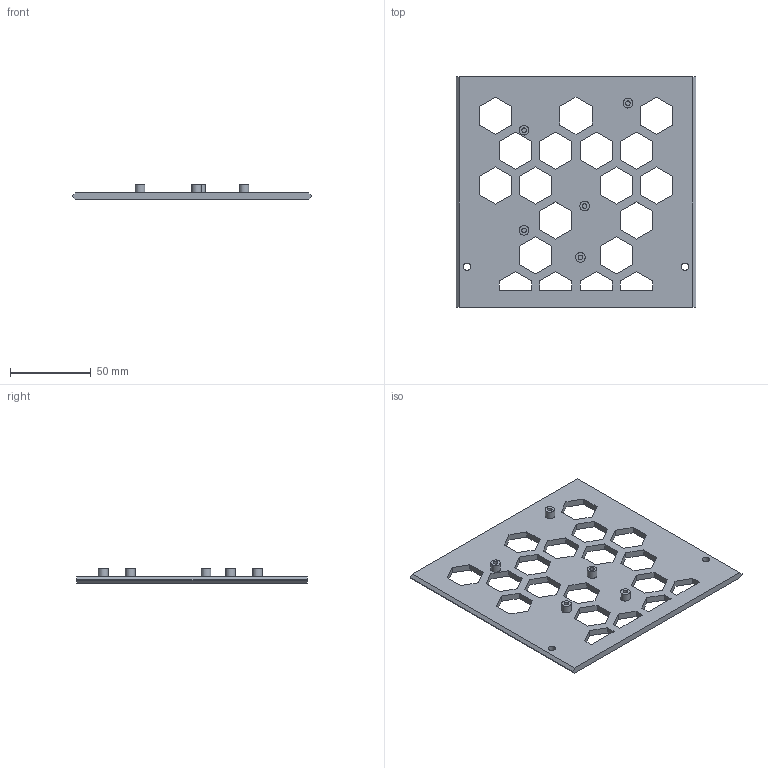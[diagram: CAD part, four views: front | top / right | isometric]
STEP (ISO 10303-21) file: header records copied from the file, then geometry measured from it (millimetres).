
FILE_DESCRIPTION(/* description */ (''),/* implementation_level */ '2;1');
FILE_NAME(/* name */ 'MCU Tray - BTT SKR E3.step',/* time_stamp */ '2022-07-03T06:40:23-05:00',/* author */ (''),/* organization */ (''),/* preprocessor_version */ 'ST-DEVELOPER v19',/* originating_system */ 'Autodesk Translation Framework v11.7.0.108',/* authorisation */ '');
FILE_SCHEMA (('AUTOMOTIVE_DESIGN { 1 0 10303 214 3 1 1 }'));
Length unit declared in the file: millimetre
Products named in the file (1): MCU Tray - BTT SKR E3
Bounding box: 148.6 x 142.85 x 9 mm (x, y, z)
Volume: 60846.1 mm3; surface area: 38163.5 mm2
Topology: 1 solids, 1 shells, 142 faces, 390 edges, 260 vertices
Faces by surface type: plane 130, cylinder 12
Full cylindrical faces by diameter (mm): 2.8 x5, 4.6 x2, 6 x5
Entity records: 4555 total; most frequent: CARTESIAN_POINT 793, ORIENTED_EDGE 780, DIRECTION 700, EDGE_CURVE 390, LINE 366, VECTOR 366, VERTEX_POINT 260, EDGE_LOOP 194
